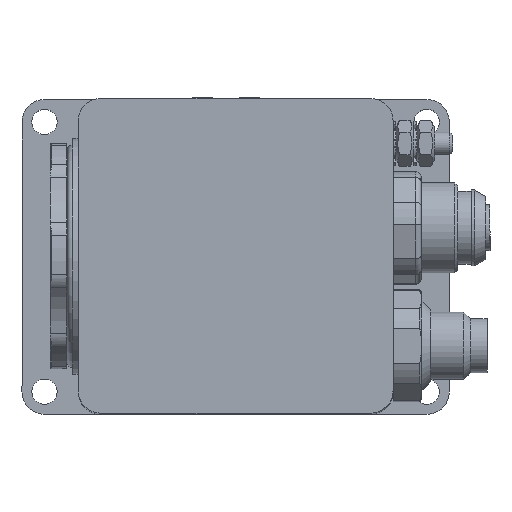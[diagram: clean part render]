
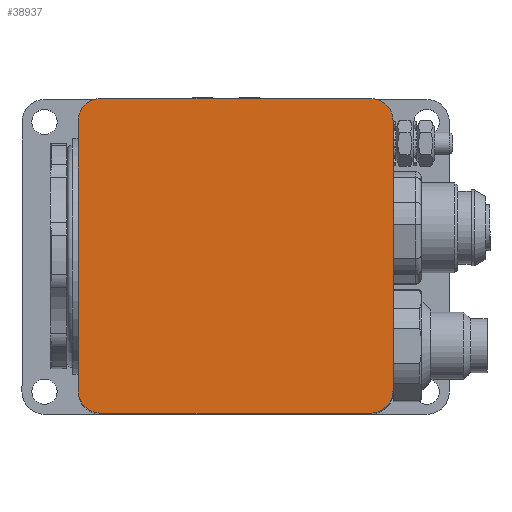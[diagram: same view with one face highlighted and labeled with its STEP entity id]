
A CAD part, top view. The second image highlights one B-rep face of the part: STEP entity #38937.
In plain terms, the highlighted face is planar.
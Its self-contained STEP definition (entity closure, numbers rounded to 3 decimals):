
#4244=LINE('',#65483,#7367);
#4248=LINE('',#65495,#7371);
#4252=LINE('',#65507,#7375);
#4255=LINE('',#65516,#7378);
#7367=VECTOR('',#51810,48.);
#7371=VECTOR('',#51822,48.);
#7375=VECTOR('',#51834,48.);
#7378=VECTOR('',#51845,48.);
#9361=PLANE('',#42680);
#12154=FACE_OUTER_BOUND('',#15134,.T.);
#15134=EDGE_LOOP('',(#33671,#33672,#33673,#33674,#33675,#33676,#33677,#33678));
#17038=CIRCLE('',#42665,4.);
#17040=CIRCLE('',#42669,4.);
#17042=CIRCLE('',#42673,4.);
#17044=CIRCLE('',#42677,4.);
#19988=VERTEX_POINT('',#65473);
#19989=VERTEX_POINT('',#65475);
#19991=VERTEX_POINT('',#65481);
#19993=VERTEX_POINT('',#65487);
#19995=VERTEX_POINT('',#65493);
#19997=VERTEX_POINT('',#65499);
#19999=VERTEX_POINT('',#65505);
#20001=VERTEX_POINT('',#65511);
#24710=EDGE_CURVE('',#19989,#19988,#17038,.T.);
#24714=EDGE_CURVE('',#19988,#19991,#4244,.T.);
#24717=EDGE_CURVE('',#19991,#19993,#17040,.T.);
#24720=EDGE_CURVE('',#19993,#19995,#4248,.T.);
#24723=EDGE_CURVE('',#19995,#19997,#17042,.T.);
#24726=EDGE_CURVE('',#19997,#19999,#4252,.T.);
#24729=EDGE_CURVE('',#19999,#20001,#17044,.T.);
#24731=EDGE_CURVE('',#20001,#19989,#4255,.T.);
#33671=ORIENTED_EDGE('',*,*,#24731,.T.);
#33672=ORIENTED_EDGE('',*,*,#24710,.T.);
#33673=ORIENTED_EDGE('',*,*,#24714,.T.);
#33674=ORIENTED_EDGE('',*,*,#24717,.T.);
#33675=ORIENTED_EDGE('',*,*,#24720,.T.);
#33676=ORIENTED_EDGE('',*,*,#24723,.T.);
#33677=ORIENTED_EDGE('',*,*,#24726,.T.);
#33678=ORIENTED_EDGE('',*,*,#24729,.T.);
#38937=ADVANCED_FACE('',(#12154),#9361,.F.);
#42665=AXIS2_PLACEMENT_3D('',#65476,#51803,#51804);
#42669=AXIS2_PLACEMENT_3D('',#65489,#51816,#51817);
#42673=AXIS2_PLACEMENT_3D('',#65501,#51828,#51829);
#42677=AXIS2_PLACEMENT_3D('',#65513,#51840,#51841);
#42680=AXIS2_PLACEMENT_3D('',#65518,#51848,#51849);
#51803=DIRECTION('center_axis',(0.,0.,-1.));
#51804=DIRECTION('ref_axis',(-1.,0.,0.));
#51810=DIRECTION('',(0.,-1.,0.));
#51816=DIRECTION('center_axis',(0.,0.,-1.));
#51817=DIRECTION('ref_axis',(0.,1.,0.));
#51822=DIRECTION('',(-1.,0.,0.));
#51828=DIRECTION('center_axis',(0.,0.,-1.));
#51829=DIRECTION('ref_axis',(1.,0.,0.));
#51834=DIRECTION('',(0.,1.,0.));
#51840=DIRECTION('center_axis',(0.,0.,-1.));
#51841=DIRECTION('ref_axis',(0.,-1.,0.));
#51845=DIRECTION('',(1.,0.,0.));
#51848=DIRECTION('center_axis',(0.,0.,1.));
#51849=DIRECTION('ref_axis',(1.,0.,0.));
#65473=CARTESIAN_POINT('',(56.,52.,0.));
#65475=CARTESIAN_POINT('',(52.,56.,0.));
#65476=CARTESIAN_POINT('Origin',(52.,52.,0.));
#65481=CARTESIAN_POINT('',(56.,4.,0.));
#65483=CARTESIAN_POINT('',(56.,52.,0.));
#65487=CARTESIAN_POINT('',(52.,0.,0.));
#65489=CARTESIAN_POINT('Origin',(52.,4.,0.));
#65493=CARTESIAN_POINT('',(4.,0.,0.));
#65495=CARTESIAN_POINT('',(52.,0.,0.));
#65499=CARTESIAN_POINT('',(0.,4.,0.));
#65501=CARTESIAN_POINT('Origin',(4.,4.,0.));
#65505=CARTESIAN_POINT('',(0.,52.,0.));
#65507=CARTESIAN_POINT('',(0.,4.,0.));
#65511=CARTESIAN_POINT('',(4.,56.,0.));
#65513=CARTESIAN_POINT('Origin',(4.,52.,0.));
#65516=CARTESIAN_POINT('',(4.,56.,0.));
#65518=CARTESIAN_POINT('Origin',(28.,28.,0.));
